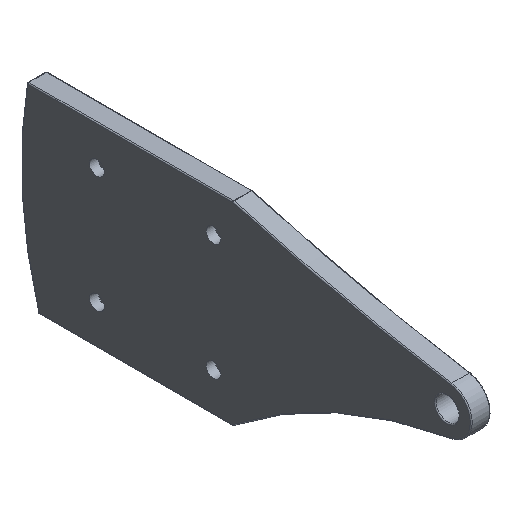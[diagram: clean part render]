
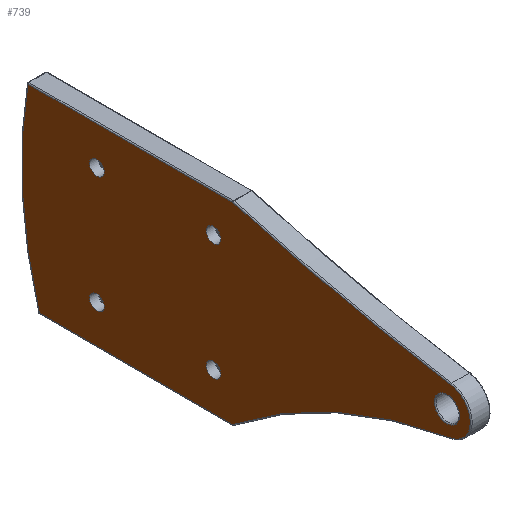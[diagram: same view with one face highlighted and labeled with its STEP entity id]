
A CAD part, isometric view. The second image highlights one B-rep face of the part: STEP entity #739.
In plain terms, the highlighted planar face has unit normal (-1, 0, 0).
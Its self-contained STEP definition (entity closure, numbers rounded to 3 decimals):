
#23=FACE_BOUND('',#198,.T.);
#24=FACE_BOUND('',#199,.T.);
#25=FACE_BOUND('',#200,.T.);
#26=FACE_BOUND('',#201,.T.);
#27=FACE_BOUND('',#202,.T.);
#41=PLANE('',#814);
#54=LINE('',#1250,#85);
#55=LINE('',#1254,#86);
#85=VECTOR('',#958,10.);
#86=VECTOR('',#961,10.);
#142=FACE_OUTER_BOUND('',#197,.T.);
#197=EDGE_LOOP('',(#524,#525,#526,#527,#528,#529));
#198=EDGE_LOOP('',(#530));
#199=EDGE_LOOP('',(#531));
#200=EDGE_LOOP('',(#532));
#201=EDGE_LOOP('',(#533));
#202=EDGE_LOOP('',(#534));
#268=CIRCLE('',#807,13.);
#274=CIRCLE('',#815,437.207);
#275=CIRCLE('',#816,501.);
#276=CIRCLE('',#817,24.);
#277=CIRCLE('',#818,2001.);
#278=CIRCLE('',#819,7.5);
#279=CIRCLE('',#820,7.5);
#280=CIRCLE('',#821,7.5);
#281=CIRCLE('',#822,7.5);
#344=VERTEX_POINT('',#1234);
#349=VERTEX_POINT('',#1248);
#350=VERTEX_POINT('',#1249);
#351=VERTEX_POINT('',#1251);
#352=VERTEX_POINT('',#1253);
#353=VERTEX_POINT('',#1255);
#354=VERTEX_POINT('',#1257);
#355=VERTEX_POINT('',#1260);
#356=VERTEX_POINT('',#1262);
#357=VERTEX_POINT('',#1264);
#358=VERTEX_POINT('',#1266);
#406=EDGE_CURVE('',#344,#344,#268,.T.);
#413=EDGE_CURVE('',#349,#350,#54,.T.);
#414=EDGE_CURVE('',#351,#349,#274,.T.);
#415=EDGE_CURVE('',#352,#351,#55,.T.);
#416=EDGE_CURVE('',#353,#352,#275,.T.);
#417=EDGE_CURVE('',#354,#353,#276,.T.);
#418=EDGE_CURVE('',#350,#354,#277,.T.);
#419=EDGE_CURVE('',#355,#355,#278,.T.);
#420=EDGE_CURVE('',#356,#356,#279,.T.);
#421=EDGE_CURVE('',#357,#357,#280,.T.);
#422=EDGE_CURVE('',#358,#358,#281,.T.);
#524=ORIENTED_EDGE('',*,*,#413,.F.);
#525=ORIENTED_EDGE('',*,*,#414,.F.);
#526=ORIENTED_EDGE('',*,*,#415,.F.);
#527=ORIENTED_EDGE('',*,*,#416,.F.);
#528=ORIENTED_EDGE('',*,*,#417,.F.);
#529=ORIENTED_EDGE('',*,*,#418,.F.);
#530=ORIENTED_EDGE('',*,*,#419,.T.);
#531=ORIENTED_EDGE('',*,*,#420,.T.);
#532=ORIENTED_EDGE('',*,*,#421,.T.);
#533=ORIENTED_EDGE('',*,*,#422,.T.);
#534=ORIENTED_EDGE('',*,*,#406,.F.);
#739=ADVANCED_FACE('',(#142,#23,#24,#25,#26,#27),#41,.T.);
#807=AXIS2_PLACEMENT_3D('',#1235,#941,#942);
#814=AXIS2_PLACEMENT_3D('',#1247,#956,#957);
#815=AXIS2_PLACEMENT_3D('',#1252,#959,#960);
#816=AXIS2_PLACEMENT_3D('',#1256,#962,#963);
#817=AXIS2_PLACEMENT_3D('',#1258,#964,#965);
#818=AXIS2_PLACEMENT_3D('',#1259,#966,#967);
#819=AXIS2_PLACEMENT_3D('',#1261,#968,#969);
#820=AXIS2_PLACEMENT_3D('',#1263,#970,#971);
#821=AXIS2_PLACEMENT_3D('',#1265,#972,#973);
#822=AXIS2_PLACEMENT_3D('',#1267,#974,#975);
#941=DIRECTION('center_axis',(-1.,0.,0.));
#942=DIRECTION('ref_axis',(0.,1.,0.));
#956=DIRECTION('center_axis',(-1.,0.,0.));
#957=DIRECTION('ref_axis',(0.,0.,1.));
#958=DIRECTION('',(0.,-1.,0.));
#959=DIRECTION('center_axis',(1.,0.,0.));
#960=DIRECTION('ref_axis',(0.,0.998,-0.059));
#961=DIRECTION('',(0.,1.,0.));
#962=DIRECTION('center_axis',(-1.,0.,0.));
#963=DIRECTION('ref_axis',(0.,0.408,0.913));
#964=DIRECTION('center_axis',(1.,0.,0.));
#965=DIRECTION('ref_axis',(0.,-1.,0.004));
#966=DIRECTION('center_axis',(-1.,0.,0.));
#967=DIRECTION('ref_axis',(0.,0.219,-0.976));
#968=DIRECTION('center_axis',(1.,0.,0.));
#969=DIRECTION('ref_axis',(0.,-1.,0.));
#970=DIRECTION('center_axis',(1.,0.,0.));
#971=DIRECTION('ref_axis',(0.,-1.,0.));
#972=DIRECTION('center_axis',(1.,0.,0.));
#973=DIRECTION('ref_axis',(0.,-1.,0.));
#974=DIRECTION('center_axis',(1.,0.,0.));
#975=DIRECTION('ref_axis',(0.,-1.,0.));
#1234=CARTESIAN_POINT('',(-40.,573.974,-2574.729));
#1235=CARTESIAN_POINT('Origin',(-40.,573.974,-2587.729));
#1247=CARTESIAN_POINT('Origin',(-40.,780.577,-2612.729));
#1248=CARTESIAN_POINT('',(-40.,1004.873,-2513.729));
#1249=CARTESIAN_POINT('',(-40.,794.114,-2513.729));
#1250=CARTESIAN_POINT('',(-40.,893.146,-2513.729));
#1251=CARTESIAN_POINT('',(-40.,993.228,-2711.729));
#1252=CARTESIAN_POINT('Origin',(-40.,573.974,-2587.729));
#1253=CARTESIAN_POINT('',(-40.,794.321,-2711.729));
#1254=CARTESIAN_POINT('',(-40.,787.276,-2711.729));
#1255=CARTESIAN_POINT('',(-40.,569.854,-2611.373));
#1256=CARTESIAN_POINT('Origin',(-40.,483.856,-3104.937));
#1257=CARTESIAN_POINT('',(-40.,570.067,-2564.049));
#1258=CARTESIAN_POINT('Origin',(-40.,573.974,-2587.729));
#1259=CARTESIAN_POINT('Origin',(-40.,244.319,-589.742));
#1260=CARTESIAN_POINT('',(-40.,821.474,-2552.729));
#1261=CARTESIAN_POINT('Origin',(-40.,813.974,-2552.729));
#1262=CARTESIAN_POINT('',(-40.,941.474,-2672.729));
#1263=CARTESIAN_POINT('Origin',(-40.,933.974,-2672.729));
#1264=CARTESIAN_POINT('',(-40.,941.474,-2552.729));
#1265=CARTESIAN_POINT('Origin',(-40.,933.974,-2552.729));
#1266=CARTESIAN_POINT('',(-40.,821.474,-2672.729));
#1267=CARTESIAN_POINT('Origin',(-40.,813.974,-2672.729));
